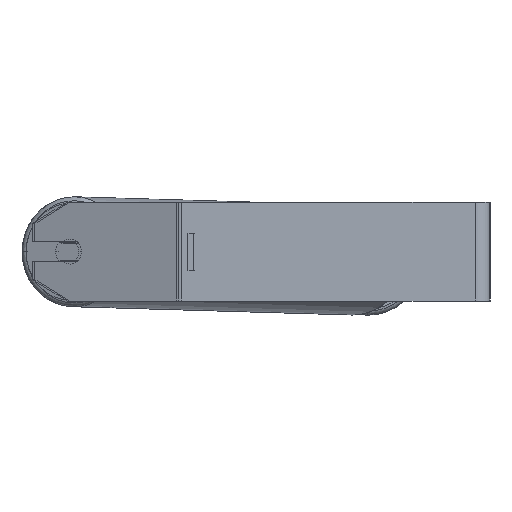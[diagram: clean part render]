
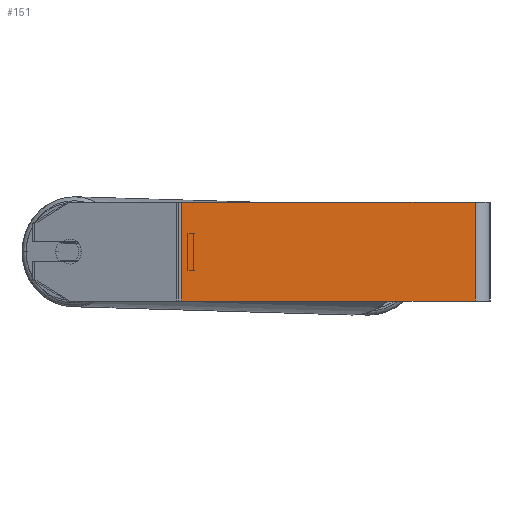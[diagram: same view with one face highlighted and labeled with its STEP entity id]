
A CAD part, left-side view. The second image highlights one B-rep face of the part: STEP entity #151.
In plain terms, the highlighted planar face has unit normal (-1, 0, 0).
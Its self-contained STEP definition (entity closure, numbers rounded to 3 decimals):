
#151 = ADVANCED_FACE ( 'NONE', ( #2378 ), #6433, .F. ) ;
#538 = DIRECTION ( 'NONE',  ( 0., -1., 0. ) ) ;
#605 = VERTEX_POINT ( 'NONE', #1798 ) ;
#730 = EDGE_CURVE ( 'NONE', #4938, #7185, #8014, .T. ) ;
#1291 = DIRECTION ( 'NONE',  ( 0., 0., -1. ) ) ;
#1572 = VECTOR ( 'NONE', #1624, 1000. ) ;
#1624 = DIRECTION ( 'NONE',  ( 0., 0., -1. ) ) ;
#1798 = CARTESIAN_POINT ( 'NONE',  ( -1045., 12., 40. ) ) ;
#1930 = LINE ( 'NONE', #7342, #8447 ) ;
#2227 = CARTESIAN_POINT ( 'NONE',  ( -1045., 249.698, 40. ) ) ;
#2378 = FACE_OUTER_BOUND ( 'NONE', #2584, .T. ) ;
#2537 = CARTESIAN_POINT ( 'NONE',  ( -1045., 249.698, -40. ) ) ;
#2584 = EDGE_LOOP ( 'NONE', ( #5572, #4194, #3119, #3346 ) ) ;
#3119 = ORIENTED_EDGE ( 'NONE', *, *, #6378, .F. ) ;
#3220 = VECTOR ( 'NONE', #538, 1000. ) ;
#3346 = ORIENTED_EDGE ( 'NONE', *, *, #8144, .T. ) ;
#3741 = CARTESIAN_POINT ( 'NONE',  ( -1045., 12., 40. ) ) ;
#4194 = ORIENTED_EDGE ( 'NONE', *, *, #8431, .F. ) ;
#4383 = DIRECTION ( 'NONE',  ( 1., 0., 0. ) ) ;
#4554 = VECTOR ( 'NONE', #6081, 1000. ) ;
#4938 = VERTEX_POINT ( 'NONE', #2537 ) ;
#5106 = CARTESIAN_POINT ( 'NONE',  ( -1045., 251.814, 40. ) ) ;
#5572 = ORIENTED_EDGE ( 'NONE', *, *, #730, .T. ) ;
#5991 = CARTESIAN_POINT ( 'NONE',  ( -1045., 251.814, -40. ) ) ;
#6081 = DIRECTION ( 'NONE',  ( 0., -1., 0. ) ) ;
#6252 = AXIS2_PLACEMENT_3D ( 'NONE', #5106, #4383, #7663 ) ;
#6378 = EDGE_CURVE ( 'NONE', #6633, #605, #7244, .T. ) ;
#6433 = PLANE ( 'NONE',  #6252 ) ;
#6633 = VERTEX_POINT ( 'NONE', #2227 ) ;
#7052 = LINE ( 'NONE', #3741, #1572 ) ;
#7185 = VERTEX_POINT ( 'NONE', #8434 ) ;
#7244 = LINE ( 'NONE', #8448, #3220 ) ;
#7342 = CARTESIAN_POINT ( 'NONE',  ( -1045., 249.698, 40. ) ) ;
#7663 = DIRECTION ( 'NONE',  ( 0., 0., -1. ) ) ;
#8014 = LINE ( 'NONE', #5991, #4554 ) ;
#8144 = EDGE_CURVE ( 'NONE', #6633, #4938, #1930, .T. ) ;
#8431 = EDGE_CURVE ( 'NONE', #605, #7185, #7052, .T. ) ;
#8434 = CARTESIAN_POINT ( 'NONE',  ( -1045., 12., -40. ) ) ;
#8447 = VECTOR ( 'NONE', #1291, 1000. ) ;
#8448 = CARTESIAN_POINT ( 'NONE',  ( -1045., 251.814, 40. ) ) ;
